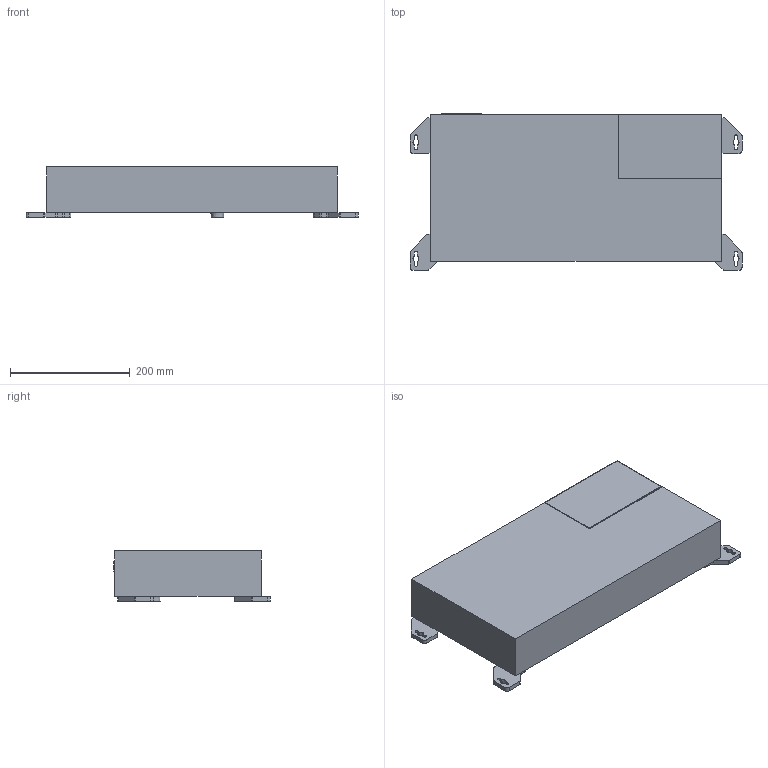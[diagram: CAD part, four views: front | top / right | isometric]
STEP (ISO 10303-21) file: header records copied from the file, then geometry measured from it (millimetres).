
FILE_DESCRIPTION(/* description */ ('STEP AP203'),/* implementation_level */ '2;1');
FILE_NAME(/* name */ 'EC10431487 - SMARTDRIVER-2 TW IR 2C+2 x6 ELC(350)',/* time_stamp */ '2024-06-25T15:25:10+02:00',/* author */ ('License CC BY-ND 4.0'),/* organization */ ('CADENAS'),/* preprocessor_version */ 'ST-DEVELOPER v19.3',/* originating_system */ 'PARTsolutions',/* authorisation */ ' ');
FILE_SCHEMA (('CONFIG_CONTROL_DESIGN'));
Length unit declared in the file: millimetre
Products named in the file (1): EC10431487 - SMARTDRIVER-2 TW IR 2C+2 x6 ELC(350)
Bounding box: 555 x 261.5 x 83.8 mm (x, y, z)
Volume: 7793552.4 mm3; surface area: 479828.7 mm2
Topology: 1 solids, 1 shells, 486 faces, 1289 edges, 861 vertices
Faces by surface type: plane 396, cylinder 89, cone 1
Full cylindrical faces by diameter (mm): 4 x12, 7.5 x8, 10 x5, 22 x4
Entity records: 14880 total; most frequent: CARTESIAN_POINT 2597, ORIENTED_EDGE 2508, DIRECTION 2408, EDGE_CURVE 1254, LINE 1074, VECTOR 1074, VERTEX_POINT 856, AXIS2_PLACEMENT_3D 667
